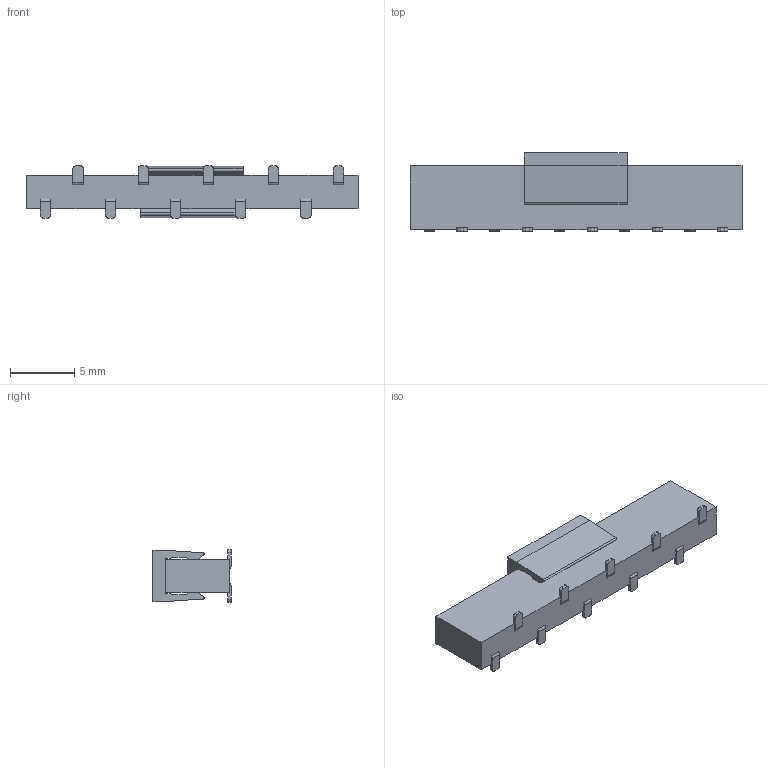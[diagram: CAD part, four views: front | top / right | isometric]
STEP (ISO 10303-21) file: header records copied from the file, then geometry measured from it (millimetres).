
FILE_DESCRIPTION( ('This file contains a STEP AP42 implementation' ,'as created by ZW3D STEP Interface translator.') ,'2;1' );
FILE_NAME( '2150-1XXMXXCUNX2.stp' ,'23 427.152730', (''), ('ZWCAD Software Co.'), 'Version 1.0', 'ZW3D to STEP translator', '' );
FILE_SCHEMA(('AUTOMOTIVE_DESIGN { 1 0 10303 214 1 1 1 1 }'));
Length unit declared in the file: millimetre
Products named in the file (2): 0; 2150-120MXXCUNX2
Bounding box: 25.9 x 6.1 x 4.1 mm (x, y, z)
Volume: 303.8 mm3; surface area: 1051.6 mm2
Topology: 1 solids, 3 shells, 786 faces, 2324 edges, 1528 vertices
Faces by surface type: plane 552, bspline 140, cylinder 94
Entity records: 35947 total; most frequent: CARTESIAN_POINT 18425, ORIENTED_EDGE 4648, EDGE_CURVE 2324, B_SPLINE_CURVE_WITH_KNOTS 1880, DIRECTION 1742, VERTEX_POINT 1528, EDGE_LOOP 814, FACE_OUTER_BOUND 786
